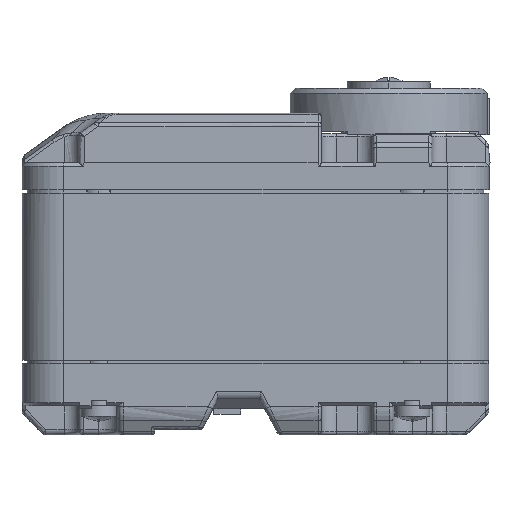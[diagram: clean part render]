
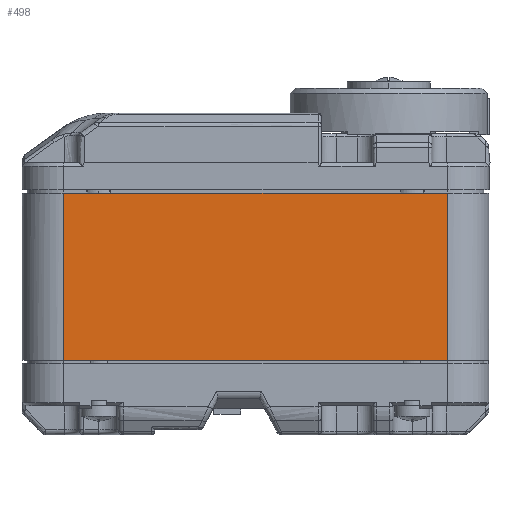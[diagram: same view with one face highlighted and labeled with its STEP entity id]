
A CAD part, front view. The second image highlights one B-rep face of the part: STEP entity #498.
In plain terms, the highlighted planar face has unit normal (0, -1, 0).
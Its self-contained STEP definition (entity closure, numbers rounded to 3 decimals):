
#498=ADVANCED_FACE($,(#3164),#33509,.T.);
#3164=FACE_OUTER_BOUND($,#5701,.T.);
#5701=EDGE_LOOP($,(#9681,#9682,#9683,#9684));
#9681=ORIENTED_EDGE($,*,*,#22252,.F.);
#9682=ORIENTED_EDGE($,*,*,#22279,.T.);
#9683=ORIENTED_EDGE($,*,*,#22226,.F.);
#9684=ORIENTED_EDGE($,*,*,#22278,.F.);
#22226=EDGE_CURVE($,#28642,#28641,#35255,.T.);
#22252=EDGE_CURVE($,#28663,#28662,#35270,.T.);
#22278=EDGE_CURVE($,#28662,#28642,#35285,.T.);
#22279=EDGE_CURVE($,#28663,#28641,#35286,.T.);
#28641=VERTEX_POINT($,#50642);
#28642=VERTEX_POINT($,#50643);
#28662=VERTEX_POINT($,#50663);
#28663=VERTEX_POINT($,#50664);
#33509=PLANE($,#41558);
#35255=B_SPLINE_CURVE_WITH_KNOTS($,1,(#47866,#47867),.UNSPECIFIED.,.F.,.F.,
(2,2),(-37.,0.),.UNSPECIFIED.);
#35270=B_SPLINE_CURVE_WITH_KNOTS($,1,(#47929,#47930),.UNSPECIFIED.,.F.,.F.,
(2,2),(0.,37.),.UNSPECIFIED.);
#35285=B_SPLINE_CURVE_WITH_KNOTS($,1,(#47992,#47993),.UNSPECIFIED.,.F.,.F.,
(2,2),(0.,16.1),.UNSPECIFIED.);
#35286=B_SPLINE_CURVE_WITH_KNOTS($,1,(#47994,#47995),.UNSPECIFIED.,.F.,.F.,
(2,2),(0.,16.1),.UNSPECIFIED.);
#41558=AXIS2_PLACEMENT_3D($,#49344,#42876,$);
#42876=DIRECTION($,(0.,-1.,0.));
#47866=CARTESIAN_POINT($,(-13.706,-30.023,22.977));
#47867=CARTESIAN_POINT($,(23.294,-30.023,22.977));
#47929=CARTESIAN_POINT($,(23.294,-30.023,6.877));
#47930=CARTESIAN_POINT($,(-13.706,-30.023,6.877));
#47992=CARTESIAN_POINT($,(-13.706,-30.023,6.877));
#47993=CARTESIAN_POINT($,(-13.706,-30.023,22.977));
#47994=CARTESIAN_POINT($,(23.294,-30.023,6.877));
#47995=CARTESIAN_POINT($,(23.294,-30.023,22.977));
#49344=CARTESIAN_POINT($,(23.294,-30.023,22.977));
#50642=CARTESIAN_POINT($,(23.294,-30.023,22.977));
#50643=CARTESIAN_POINT($,(-13.706,-30.023,22.977));
#50663=CARTESIAN_POINT($,(-13.706,-30.023,6.877));
#50664=CARTESIAN_POINT($,(23.294,-30.023,6.877));
